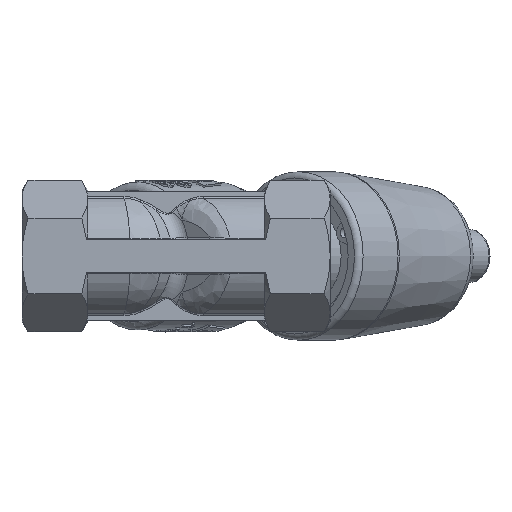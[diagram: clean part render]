
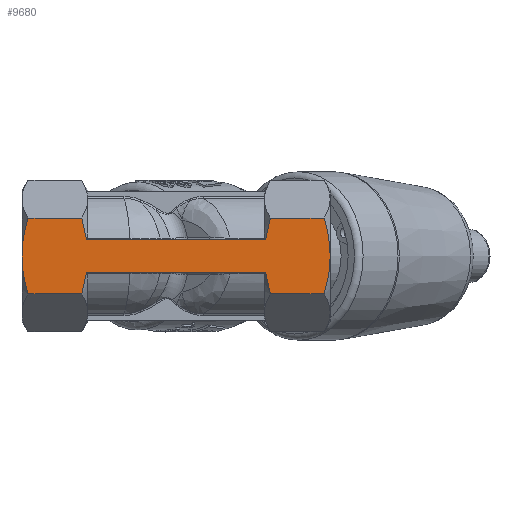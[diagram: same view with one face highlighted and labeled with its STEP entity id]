
A CAD part, front view. The second image highlights one B-rep face of the part: STEP entity #9680.
In plain terms, the highlighted planar face has unit normal (0, -1, 0).
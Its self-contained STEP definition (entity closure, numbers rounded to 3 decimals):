
#116=(
BOUNDED_CURVE()
B_SPLINE_CURVE(2,(#16992,#16993,#16994),.UNSPECIFIED.,.F.,.F.)
B_SPLINE_CURVE_WITH_KNOTS((3,3),(0.034,0.553),
 .UNSPECIFIED.)
CURVE()
GEOMETRIC_REPRESENTATION_ITEM()
RATIONAL_B_SPLINE_CURVE((1.003,1.023,1.02))
REPRESENTATION_ITEM('')
);
#119=(
BOUNDED_CURVE()
B_SPLINE_CURVE(2,(#17086,#17087,#17088),.UNSPECIFIED.,.F.,.F.)
B_SPLINE_CURVE_WITH_KNOTS((3,3),(1.4,1.918),
 .UNSPECIFIED.)
CURVE()
GEOMETRIC_REPRESENTATION_ITEM()
RATIONAL_B_SPLINE_CURVE((1.02,1.023,1.003))
REPRESENTATION_ITEM('')
);
#123=(
BOUNDED_CURVE()
B_SPLINE_CURVE(2,(#42719,#42720,#42721),.UNSPECIFIED.,.F.,.F.)
B_SPLINE_CURVE_WITH_KNOTS((3,3),(0.034,0.976),
 .UNSPECIFIED.)
CURVE()
GEOMETRIC_REPRESENTATION_ITEM()
RATIONAL_B_SPLINE_CURVE((1.003,1.039,1.))
REPRESENTATION_ITEM('')
);
#125=(
BOUNDED_CURVE()
B_SPLINE_CURVE(2,(#42728,#42729,#42730),.UNSPECIFIED.,.F.,.F.)
B_SPLINE_CURVE_WITH_KNOTS((3,3),(0.976,1.918),
 .UNSPECIFIED.)
CURVE()
GEOMETRIC_REPRESENTATION_ITEM()
RATIONAL_B_SPLINE_CURVE((1.,1.039,1.003))
REPRESENTATION_ITEM('')
);
#128=(
BOUNDED_CURVE()
B_SPLINE_CURVE(2,(#42749,#42750,#42751),.UNSPECIFIED.,.F.,.F.)
B_SPLINE_CURVE_WITH_KNOTS((3,3),(0.034,0.553),
 .UNSPECIFIED.)
CURVE()
GEOMETRIC_REPRESENTATION_ITEM()
RATIONAL_B_SPLINE_CURVE((1.003,1.023,1.02))
REPRESENTATION_ITEM('')
);
#131=(
BOUNDED_CURVE()
B_SPLINE_CURVE(2,(#42760,#42761,#42762),.UNSPECIFIED.,.F.,.F.)
B_SPLINE_CURVE_WITH_KNOTS((3,3),(1.4,1.918),
 .UNSPECIFIED.)
CURVE()
GEOMETRIC_REPRESENTATION_ITEM()
RATIONAL_B_SPLINE_CURVE((1.02,1.023,1.003))
REPRESENTATION_ITEM('')
);
#134=(
BOUNDED_CURVE()
B_SPLINE_CURVE(2,(#42777,#42778,#42779),.UNSPECIFIED.,.F.,.F.)
B_SPLINE_CURVE_WITH_KNOTS((3,3),(0.034,0.976),
 .UNSPECIFIED.)
CURVE()
GEOMETRIC_REPRESENTATION_ITEM()
RATIONAL_B_SPLINE_CURVE((1.003,1.039,1.))
REPRESENTATION_ITEM('')
);
#135=(
BOUNDED_CURVE()
B_SPLINE_CURVE(2,(#42780,#42781,#42782),.UNSPECIFIED.,.F.,.F.)
B_SPLINE_CURVE_WITH_KNOTS((3,3),(0.976,1.918),
 .UNSPECIFIED.)
CURVE()
GEOMETRIC_REPRESENTATION_ITEM()
RATIONAL_B_SPLINE_CURVE((1.,1.039,1.003))
REPRESENTATION_ITEM('')
);
#1769=FACE_OUTER_BOUND('',#2359,.T.);
#2359=EDGE_LOOP('',(#8114,#8115,#8116,#8117,#8118,#8119,#8120,#8121,#8122,
#8123,#8124,#8125,#8126,#8127));
#2688=LINE('',#14258,#3232);
#2698=LINE('',#14420,#3242);
#2976=LINE('',#42744,#3520);
#2977=LINE('',#42746,#3521);
#2978=LINE('',#42765,#3522);
#2979=LINE('',#42775,#3523);
#3232=VECTOR('',#11235,10.);
#3242=VECTOR('',#11277,10.);
#3520=VECTOR('',#12105,10.);
#3521=VECTOR('',#12108,10.);
#3522=VECTOR('',#12115,10.);
#3523=VECTOR('',#12118,10.);
#3819=VERTEX_POINT('',#14253);
#3820=VERTEX_POINT('',#14257);
#3837=VERTEX_POINT('',#14415);
#3838=VERTEX_POINT('',#14419);
#4034=VERTEX_POINT('',#16991);
#4035=VERTEX_POINT('',#17082);
#4314=VERTEX_POINT('',#42717);
#4315=VERTEX_POINT('',#42718);
#4316=VERTEX_POINT('',#42727);
#4318=VERTEX_POINT('',#42748);
#4319=VERTEX_POINT('',#42756);
#4320=VERTEX_POINT('',#42764);
#4322=VERTEX_POINT('',#42774);
#4323=VERTEX_POINT('',#42776);
#4862=EDGE_CURVE('',#3820,#3819,#2688,.T.);
#4890=EDGE_CURVE('',#3837,#3838,#2698,.T.);
#5115=EDGE_CURVE('',#4034,#3838,#116,.T.);
#5124=EDGE_CURVE('',#3819,#4035,#119,.T.);
#5634=EDGE_CURVE('',#4314,#4315,#123,.T.);
#5637=EDGE_CURVE('',#4315,#4316,#125,.T.);
#5643=EDGE_CURVE('',#4314,#4035,#2976,.T.);
#5644=EDGE_CURVE('',#4316,#4034,#2977,.T.);
#5645=EDGE_CURVE('',#4318,#3820,#128,.T.);
#5648=EDGE_CURVE('',#3837,#4319,#131,.T.);
#5649=EDGE_CURVE('',#4320,#4318,#2978,.T.);
#5652=EDGE_CURVE('',#4322,#4319,#2979,.T.);
#5653=EDGE_CURVE('',#4322,#4323,#134,.T.);
#5654=EDGE_CURVE('',#4323,#4320,#135,.T.);
#8114=ORIENTED_EDGE('',*,*,#5648,.T.);
#8115=ORIENTED_EDGE('',*,*,#5652,.F.);
#8116=ORIENTED_EDGE('',*,*,#5653,.T.);
#8117=ORIENTED_EDGE('',*,*,#5654,.T.);
#8118=ORIENTED_EDGE('',*,*,#5649,.T.);
#8119=ORIENTED_EDGE('',*,*,#5645,.T.);
#8120=ORIENTED_EDGE('',*,*,#4862,.T.);
#8121=ORIENTED_EDGE('',*,*,#5124,.T.);
#8122=ORIENTED_EDGE('',*,*,#5643,.F.);
#8123=ORIENTED_EDGE('',*,*,#5634,.T.);
#8124=ORIENTED_EDGE('',*,*,#5637,.T.);
#8125=ORIENTED_EDGE('',*,*,#5644,.T.);
#8126=ORIENTED_EDGE('',*,*,#5115,.T.);
#8127=ORIENTED_EDGE('',*,*,#4890,.F.);
#9226=PLANE('',#10427);
#9680=ADVANCED_FACE('',(#1769),#9226,.T.);
#10427=AXIS2_PLACEMENT_3D('',#42773,#12116,#12117);
#11235=DIRECTION('',(1.,0.,0.));
#11277=DIRECTION('',(1.,0.,0.));
#12105=DIRECTION('',(-1.,0.,0.));
#12108=DIRECTION('',(-1.,0.,0.));
#12115=DIRECTION('',(1.,0.,0.));
#12116=DIRECTION('center_axis',(0.,-1.,0.));
#12117=DIRECTION('ref_axis',(0.,0.,-1.));
#12118=DIRECTION('',(1.,0.,0.));
#14253=CARTESIAN_POINT('',(21.784,-16.,-4.));
#14257=CARTESIAN_POINT('',(-21.784,-16.,-4.));
#14258=CARTESIAN_POINT('',(-29.75,-16.,-4.));
#14415=CARTESIAN_POINT('',(-21.784,-16.,4.));
#14419=CARTESIAN_POINT('',(21.784,-16.,4.));
#14420=CARTESIAN_POINT('',(-29.75,-16.,4.));
#16991=CARTESIAN_POINT('',(22.929,-16.,9.238));
#16992=CARTESIAN_POINT('Ctrl Pts',(22.929,-16.,9.238));
#16993=CARTESIAN_POINT('Ctrl Pts',(22.13,-16.,6.47));
#16994=CARTESIAN_POINT('Ctrl Pts',(21.784,-16.,4.));
#17082=CARTESIAN_POINT('',(22.929,-16.,-9.238));
#17086=CARTESIAN_POINT('Ctrl Pts',(21.784,-16.,-4.));
#17087=CARTESIAN_POINT('Ctrl Pts',(22.13,-16.,-6.47));
#17088=CARTESIAN_POINT('Ctrl Pts',(22.929,-16.,-9.238));
#42717=CARTESIAN_POINT('',(36.071,-16.,-9.238));
#42718=CARTESIAN_POINT('',(37.5,-16.,0.));
#42719=CARTESIAN_POINT('Ctrl Pts',(36.071,-16.,-9.238));
#42720=CARTESIAN_POINT('Ctrl Pts',(37.5,-16.,-4.287));
#42721=CARTESIAN_POINT('Ctrl Pts',(37.5,-16.,0.));
#42727=CARTESIAN_POINT('',(36.071,-16.,9.238));
#42728=CARTESIAN_POINT('Ctrl Pts',(37.5,-16.,0.));
#42729=CARTESIAN_POINT('Ctrl Pts',(37.5,-16.,4.287));
#42730=CARTESIAN_POINT('Ctrl Pts',(36.071,-16.,9.238));
#42744=CARTESIAN_POINT('',(37.5,-16.,-9.238));
#42746=CARTESIAN_POINT('',(37.5,-16.,9.238));
#42748=CARTESIAN_POINT('',(-22.929,-16.,-9.238));
#42749=CARTESIAN_POINT('Ctrl Pts',(-22.929,-16.,
-9.238));
#42750=CARTESIAN_POINT('Ctrl Pts',(-22.13,-16.,
-6.47));
#42751=CARTESIAN_POINT('Ctrl Pts',(-21.784,-16.,
-4.));
#42756=CARTESIAN_POINT('',(-22.929,-16.,9.238));
#42760=CARTESIAN_POINT('Ctrl Pts',(-21.784,-16.,
4.));
#42761=CARTESIAN_POINT('Ctrl Pts',(-22.13,-16.,
6.47));
#42762=CARTESIAN_POINT('Ctrl Pts',(-22.929,-16.,
9.238));
#42764=CARTESIAN_POINT('',(-36.071,-16.,-9.238));
#42765=CARTESIAN_POINT('',(-37.5,-16.,-9.238));
#42773=CARTESIAN_POINT('Origin',(-37.5,-16.,-9.238));
#42774=CARTESIAN_POINT('',(-36.071,-16.,9.238));
#42775=CARTESIAN_POINT('',(-37.5,-16.,9.238));
#42776=CARTESIAN_POINT('',(-37.5,-16.,0.));
#42777=CARTESIAN_POINT('Ctrl Pts',(-36.071,-16.,
9.238));
#42778=CARTESIAN_POINT('Ctrl Pts',(-37.5,-16.,
4.287));
#42779=CARTESIAN_POINT('Ctrl Pts',(-37.5,-16.,
0.));
#42780=CARTESIAN_POINT('Ctrl Pts',(-37.5,-16.,
0.));
#42781=CARTESIAN_POINT('Ctrl Pts',(-37.5,-16.,
-4.287));
#42782=CARTESIAN_POINT('Ctrl Pts',(-36.071,-16.,
-9.238));
